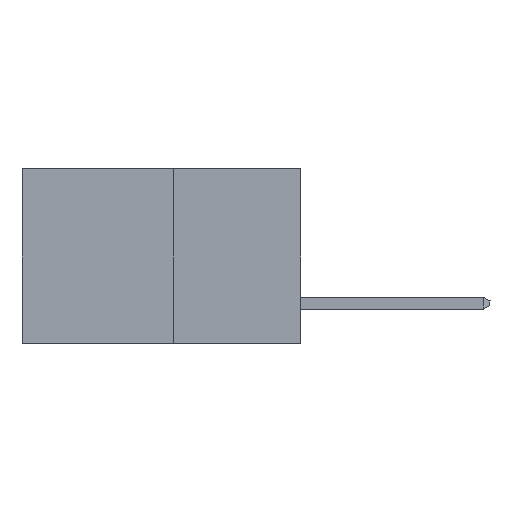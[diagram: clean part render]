
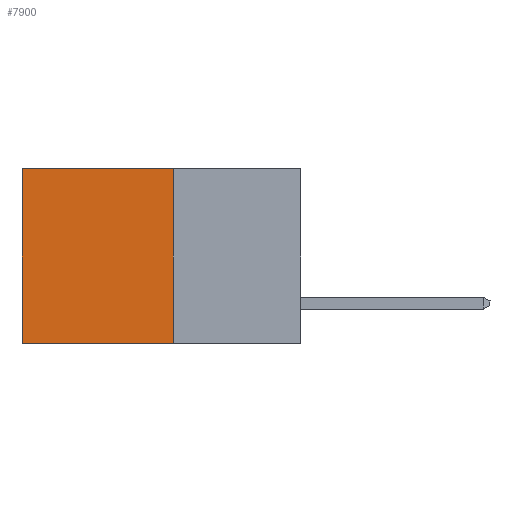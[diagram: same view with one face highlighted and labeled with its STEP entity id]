
A CAD part, left-side view. The second image highlights one B-rep face of the part: STEP entity #7900.
In plain terms, the highlighted planar face has unit normal (-1, 0, 0).
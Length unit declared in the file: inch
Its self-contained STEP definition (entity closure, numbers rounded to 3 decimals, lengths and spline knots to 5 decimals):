
#135 = CARTESIAN_POINT ( 'NONE',  ( 0.277, 0.59, -0.37 ) ) ;
#212 = EDGE_CURVE ( 'NONE', #3523, #1972, #3086, .T. ) ;
#508 = DIRECTION ( 'NONE',  ( 0., 0., -1. ) ) ;
#666 = CARTESIAN_POINT ( 'NONE',  ( 0.277, 0.59, 0. ) ) ;
#1168 = VERTEX_POINT ( 'NONE', #8098 ) ;
#1246 = EDGE_CURVE ( 'NONE', #1972, #1168, #4173, .T. ) ;
#1254 = ORIENTED_EDGE ( 'NONE', *, *, #1246, .T. ) ;
#1610 = CARTESIAN_POINT ( 'NONE',  ( 0.277, 0.27, 0. ) ) ;
#1732 = CARTESIAN_POINT ( 'NONE',  ( 0.277, 0.27, -0.37 ) ) ;
#1746 = ORIENTED_EDGE ( 'NONE', *, *, #11482, .F. ) ;
#1972 = VERTEX_POINT ( 'NONE', #666 ) ;
#3086 = LINE ( 'NONE', #1610, #8317 ) ;
#3523 = VERTEX_POINT ( 'NONE', #14323 ) ;
#3785 = VECTOR ( 'NONE', #508, 39.37008 ) ;
#4165 = CARTESIAN_POINT ( 'NONE',  ( 0.277, 0.27, -0.37 ) ) ;
#4173 = LINE ( 'NONE', #135, #3785 ) ;
#4217 = DIRECTION ( 'NONE',  ( 0., 0., -1. ) ) ;
#6414 = FACE_OUTER_BOUND ( 'NONE', #9117, .T. ) ;
#6788 = LINE ( 'NONE', #4165, #12635 ) ;
#7142 = DIRECTION ( 'NONE',  ( 0., 1., 0. ) ) ;
#7258 = VECTOR ( 'NONE', #7142, 39.37008 ) ;
#7319 = VERTEX_POINT ( 'NONE', #15385 ) ;
#7774 = DIRECTION ( 'NONE',  ( 0., 0., -1. ) ) ;
#7887 = EDGE_CURVE ( 'NONE', #3523, #7319, #6788, .T. ) ;
#7900 = ADVANCED_FACE ( 'NONE', ( #6414 ), #12388, .F. ) ;
#8055 = ORIENTED_EDGE ( 'NONE', *, *, #7887, .F. ) ;
#8098 = CARTESIAN_POINT ( 'NONE',  ( 0.277, 0.59, -0.37 ) ) ;
#8317 = VECTOR ( 'NONE', #13882, 39.37008 ) ;
#8496 = ORIENTED_EDGE ( 'NONE', *, *, #212, .T. ) ;
#9117 = EDGE_LOOP ( 'NONE', ( #1254, #1746, #8055, #8496 ) ) ;
#10367 = LINE ( 'NONE', #11790, #7258 ) ;
#11287 = DIRECTION ( 'NONE',  ( 1., 0., 0. ) ) ;
#11482 = EDGE_CURVE ( 'NONE', #7319, #1168, #10367, .T. ) ;
#11790 = CARTESIAN_POINT ( 'NONE',  ( 0.277, 0.27, -0.37 ) ) ;
#12388 = PLANE ( 'NONE',  #12960 ) ;
#12635 = VECTOR ( 'NONE', #7774, 39.37008 ) ;
#12960 = AXIS2_PLACEMENT_3D ( 'NONE', #1732, #11287, #4217 ) ;
#13882 = DIRECTION ( 'NONE',  ( 0., 1., 0. ) ) ;
#14323 = CARTESIAN_POINT ( 'NONE',  ( 0.277, 0.27, 0. ) ) ;
#15385 = CARTESIAN_POINT ( 'NONE',  ( 0.277, 0.27, -0.37 ) ) ;
